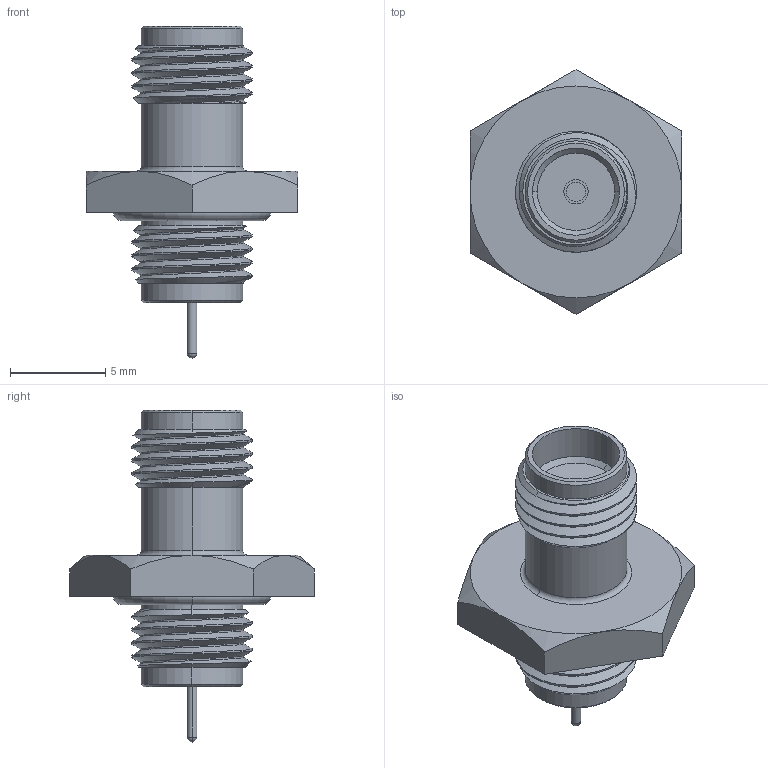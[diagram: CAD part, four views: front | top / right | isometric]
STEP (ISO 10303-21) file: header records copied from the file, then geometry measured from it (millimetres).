
FILE_DESCRIPTION (( 'STEP AP214' ), '1' );
FILE_NAME ('SC7591A.STEP', '2018-02-06T21:05:04', ( '' ), ( '' ), 'SwSTEP 2.0', 'SolidWorks 2017', '' );
FILE_SCHEMA (( 'AUTOMOTIVE_DESIGN' ));
Length unit declared in the file: inch
Products named in the file (1): SC7591A
Bounding box: 11.13 x 12.85 x 17.42 mm (x, y, z)
Volume: 502.2 mm3; surface area: 962.2 mm2
Topology: 5 solids, 5 shells, 123 faces, 278 edges, 177 vertices
Faces by surface type: cylinder 54, plane 29, cone 26, torus 6, bspline 6, sphere 2
Entity records: 5502 total; most frequent: CARTESIAN_POINT 2735, DIRECTION 556, ORIENTED_EDGE 548, EDGE_CURVE 274, AXIS2_PLACEMENT_3D 238, VERTEX_POINT 175, EDGE_LOOP 143, ADVANCED_FACE 123
